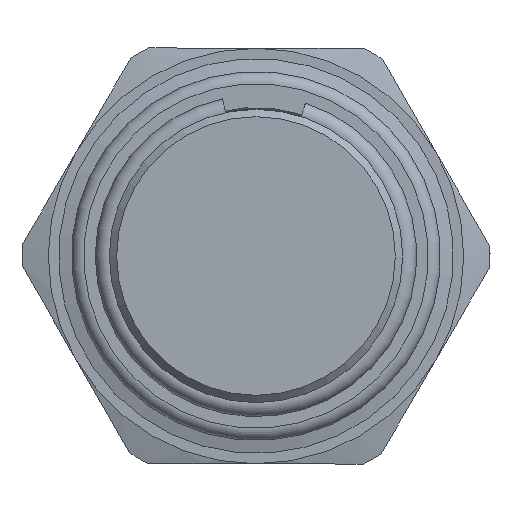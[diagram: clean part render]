
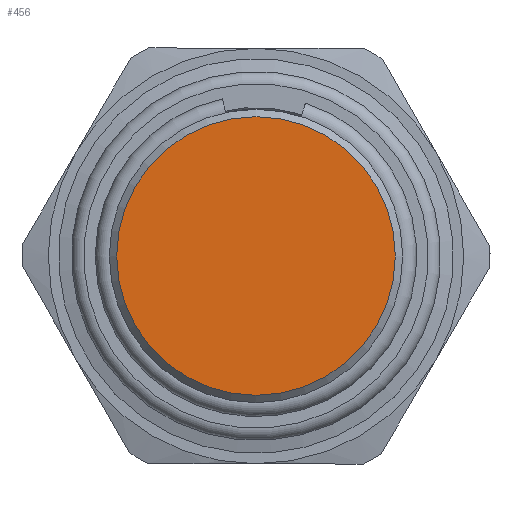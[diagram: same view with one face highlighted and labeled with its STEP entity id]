
A CAD part, left-side view. The second image highlights one B-rep face of the part: STEP entity #456.
In plain terms, the highlighted planar face has unit normal (-1, 0, 0).
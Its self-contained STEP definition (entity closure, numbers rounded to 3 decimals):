
#436=CARTESIAN_POINT('',(0.,5.7,0.0));
#437=VERTEX_POINT('',#436);
#438=CARTESIAN_POINT('',(0.0,0.0,0.0));
#439=DIRECTION('',(1.0,0.0,0.0));
#440=DIRECTION('',(0.0,1.0,0.0));
#441=AXIS2_PLACEMENT_3D('',#438,#439,#440);
#442=CIRCLE('',#441,5.7);
#443=EDGE_CURVE('',#437,#437,#442,.T.);
#448=CARTESIAN_POINT('',(0.,5.35,0.0));
#449=DIRECTION('',(-1.0,0.0,0.0));
#450=DIRECTION('',(0.0,0.0,1.0));
#451=AXIS2_PLACEMENT_3D('',#448,#449,#450);
#452=PLANE('',#451);
#453=ORIENTED_EDGE('',*,*,#443,.F.);
#454=EDGE_LOOP('',(#453));
#455=FACE_OUTER_BOUND('',#454,.T.);
#456=ADVANCED_FACE('',(#455),#452,.T.);
